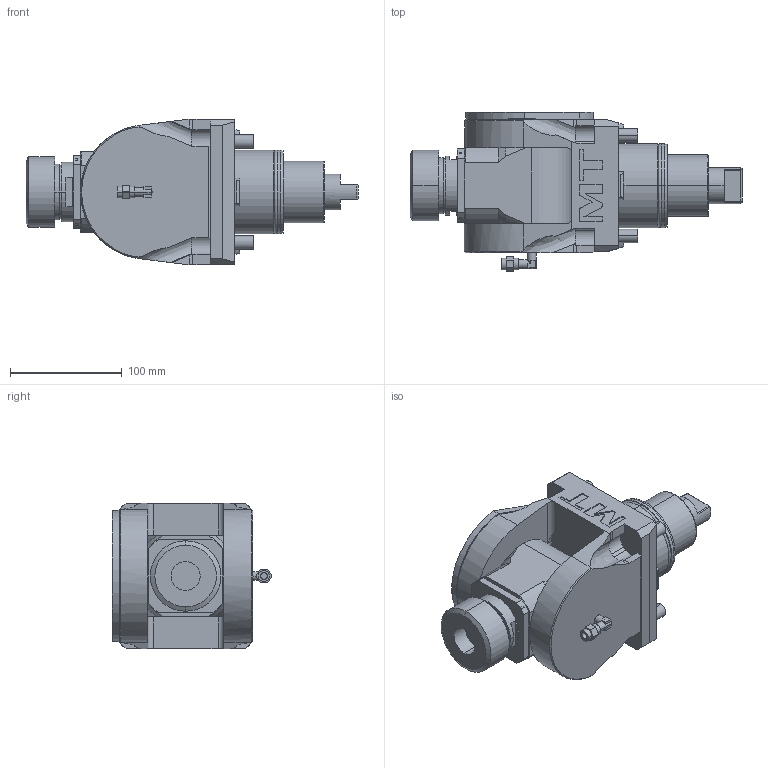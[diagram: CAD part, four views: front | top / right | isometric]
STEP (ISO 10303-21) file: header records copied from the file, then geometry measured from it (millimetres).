
FILE_DESCRIPTION((''),'2;1');
FILE_NAME('DWO0820140_CONF','2023-05-10T11:17:43',('gvalli'),('M.T. srl'),'CREO PARAMETRIC BY PTC INC, 2021072','CREO PARAMETRIC BY PTC INC, 2021072','');
FILE_SCHEMA(('CONFIG_CONTROL_DESIGN'));
Length unit declared in the file: millimetre
Products named in the file (1): DWO0820140_CONF
Bounding box: 296.66 x 142.37 x 130 mm (x, y, z)
Volume: 2005046.8 mm3; surface area: 158370.7 mm2
Topology: 1 solids, 1 shells, 369 faces, 943 edges, 610 vertices
Faces by surface type: plane 209, cylinder 117, cone 25, torus 10, bspline 4, extrusion 4
Entity records: 12025 total; most frequent: CARTESIAN_POINT 3069, ORIENTED_EDGE 1886, DIRECTION 1802, EDGE_CURVE 943, AXIS2_PLACEMENT_3D 628, VERTEX_POINT 610, VECTOR 546, LINE 542
